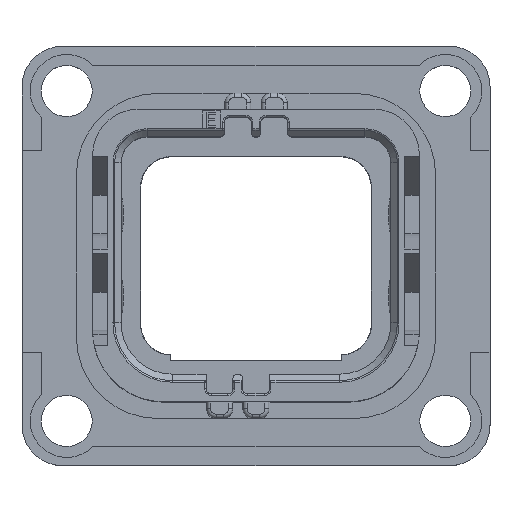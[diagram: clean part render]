
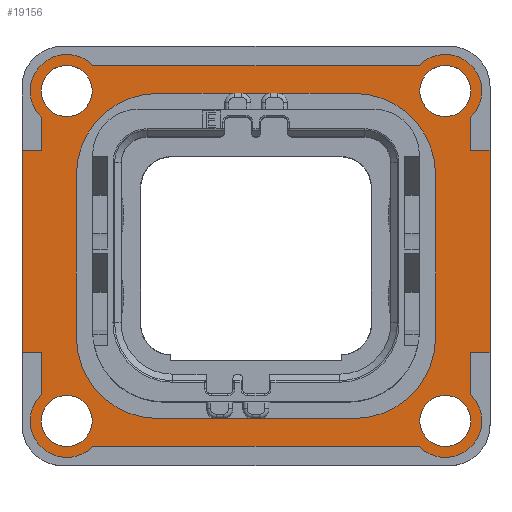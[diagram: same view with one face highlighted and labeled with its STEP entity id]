
A CAD part, top view. The second image highlights one B-rep face of the part: STEP entity #19156.
In plain terms, the highlighted planar face has unit normal (0, 0, 1).
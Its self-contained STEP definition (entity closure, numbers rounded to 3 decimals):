
#259=DIRECTION('',(0.,-1.,0.));
#260=VECTOR('',#259,12.45);
#261=CARTESIAN_POINT('',(-14.4,6.5,1.5));
#262=LINE('',#261,#260);
#317=CARTESIAN_POINT('',(-11.65,10.15,1.5));
#318=DIRECTION('',(0.,0.,1.));
#319=DIRECTION('',(0.716,0.698,0.));
#320=AXIS2_PLACEMENT_3D('',#317,#318,#319);
#327=DIRECTION('',(0.,1.,0.));
#328=VECTOR('',#327,2.588);
#329=CARTESIAN_POINT('',(13.22,-8.538,1.5));
#330=LINE('',#329,#328);
#331=DIRECTION('',(1.,0.,0.));
#332=VECTOR('',#331,20.077);
#333=CARTESIAN_POINT('',(-10.038,-11.72,1.5));
#334=LINE('',#333,#332);
#335=DIRECTION('',(0.,-1.,0.));
#336=VECTOR('',#335,2.588);
#337=CARTESIAN_POINT('',(-13.22,-5.95,1.5));
#338=LINE('',#337,#336);
#339=DIRECTION('',(1.,0.,0.));
#340=VECTOR('',#339,1.18);
#341=CARTESIAN_POINT('',(-14.4,-5.95,1.5));
#342=LINE('',#341,#340);
#343=DIRECTION('',(-1.,0.,0.));
#344=VECTOR('',#343,1.18);
#345=CARTESIAN_POINT('',(-13.22,6.5,1.5));
#346=LINE('',#345,#344);
#347=DIRECTION('',(0.,-1.,0.));
#348=VECTOR('',#347,2.038);
#349=CARTESIAN_POINT('',(-13.22,8.538,1.5));
#350=LINE('',#349,#348);
#351=DIRECTION('',(-1.,0.,0.));
#352=VECTOR('',#351,20.077);
#353=CARTESIAN_POINT('',(10.038,11.72,1.5));
#354=LINE('',#353,#352);
#355=DIRECTION('',(0.,1.,0.));
#356=VECTOR('',#355,2.038);
#357=CARTESIAN_POINT('',(13.22,6.5,1.5));
#358=LINE('',#357,#356);
#359=DIRECTION('',(-1.,0.,0.));
#360=VECTOR('',#359,1.18);
#361=CARTESIAN_POINT('',(14.4,6.5,1.5));
#362=LINE('',#361,#360);
#363=DIRECTION('',(1.,0.,0.));
#364=VECTOR('',#363,1.18);
#365=CARTESIAN_POINT('',(13.22,-5.95,1.5));
#366=LINE('',#365,#364);
#367=CARTESIAN_POINT('',(11.65,-10.15,1.5));
#368=DIRECTION('',(0.,0.,1.));
#369=DIRECTION('',(-1.,0.,0.));
#370=AXIS2_PLACEMENT_3D('',#367,#368,#369);
#372=CARTESIAN_POINT('',(-11.65,-10.15,1.5));
#373=DIRECTION('',(0.,0.,1.));
#374=DIRECTION('',(-1.,0.,0.));
#375=AXIS2_PLACEMENT_3D('',#372,#373,#374);
#377=CARTESIAN_POINT('',(-11.65,10.15,1.5));
#378=DIRECTION('',(0.,0.,1.));
#379=DIRECTION('',(1.,0.,0.));
#380=AXIS2_PLACEMENT_3D('',#377,#378,#379);
#382=CARTESIAN_POINT('',(11.65,10.15,1.5));
#383=DIRECTION('',(0.,0.,1.));
#384=DIRECTION('',(1.,0.,0.));
#385=AXIS2_PLACEMENT_3D('',#382,#383,#384);
#387=CARTESIAN_POINT('',(6.05,5.,1.5));
#388=DIRECTION('',(0.,0.,-1.));
#389=DIRECTION('',(0.,1.,0.));
#390=AXIS2_PLACEMENT_3D('',#387,#388,#389);
#392=DIRECTION('',(1.,0.,0.));
#393=VECTOR('',#392,12.1);
#394=CARTESIAN_POINT('',(-6.05,10.,1.5));
#395=LINE('',#394,#393);
#396=CARTESIAN_POINT('',(-6.05,5.,1.5));
#397=DIRECTION('',(0.,0.,-1.));
#398=DIRECTION('',(-1.,0.,0.));
#399=AXIS2_PLACEMENT_3D('',#396,#397,#398);
#401=DIRECTION('',(0.,1.,0.));
#402=VECTOR('',#401,10.);
#403=CARTESIAN_POINT('',(-11.05,-5.,1.5));
#404=LINE('',#403,#402);
#405=CARTESIAN_POINT('',(-6.05,-5.,1.5));
#406=DIRECTION('',(0.,0.,-1.));
#407=DIRECTION('',(0.,-1.,0.));
#408=AXIS2_PLACEMENT_3D('',#405,#406,#407);
#410=DIRECTION('',(-1.,0.,0.));
#411=VECTOR('',#410,12.1);
#412=CARTESIAN_POINT('',(6.05,-10.,1.5));
#413=LINE('',#412,#411);
#414=CARTESIAN_POINT('',(6.05,-5.,1.5));
#415=DIRECTION('',(0.,0.,-1.));
#416=DIRECTION('',(1.,0.,0.));
#417=AXIS2_PLACEMENT_3D('',#414,#415,#416);
#419=DIRECTION('',(0.,-1.,0.));
#420=VECTOR('',#419,10.);
#421=CARTESIAN_POINT('',(11.05,5.,1.5));
#422=LINE('',#421,#420);
#432=CARTESIAN_POINT('',(11.65,-10.15,1.5));
#433=DIRECTION('',(0.,0.,1.));
#434=DIRECTION('',(-0.716,-0.698,0.));
#435=AXIS2_PLACEMENT_3D('',#432,#433,#434);
#487=DIRECTION('',(0.,1.,0.));
#488=VECTOR('',#487,12.45);
#489=CARTESIAN_POINT('',(14.4,-5.95,1.5));
#490=LINE('',#489,#488);
#516=CARTESIAN_POINT('',(11.65,10.15,1.5));
#517=DIRECTION('',(0.,0.,1.));
#518=DIRECTION('',(0.698,-0.716,0.));
#519=AXIS2_PLACEMENT_3D('',#516,#517,#518);
#545=CARTESIAN_POINT('',(-11.65,-10.15,1.5));
#546=DIRECTION('',(0.,0.,1.));
#547=DIRECTION('',(-0.698,0.716,0.));
#548=AXIS2_PLACEMENT_3D('',#545,#546,#547);
#579=CARTESIAN_POINT('',(11.65,-10.15,1.5));
#580=DIRECTION('',(0.,0.,1.));
#581=DIRECTION('',(1.,0.,0.));
#582=AXIS2_PLACEMENT_3D('',#579,#580,#581);
#584=CARTESIAN_POINT('',(-11.65,-10.15,1.5));
#585=DIRECTION('',(0.,0.,1.));
#586=DIRECTION('',(1.,0.,0.));
#587=AXIS2_PLACEMENT_3D('',#584,#585,#586);
#605=CARTESIAN_POINT('',(-11.65,10.15,1.5));
#606=DIRECTION('',(0.,0.,1.));
#607=DIRECTION('',(-1.,0.,0.));
#608=AXIS2_PLACEMENT_3D('',#605,#606,#607);
#610=CARTESIAN_POINT('',(11.65,10.15,1.5));
#611=DIRECTION('',(0.,0.,1.));
#612=DIRECTION('',(-1.,0.,0.));
#613=AXIS2_PLACEMENT_3D('',#610,#611,#612);
#16663=CARTESIAN_POINT('',(-6.05,10.,1.5));
#16664=CARTESIAN_POINT('',(6.05,10.,1.5));
#16665=VERTEX_POINT('',#16663);
#16666=VERTEX_POINT('',#16664);
#16667=CARTESIAN_POINT('',(11.05,-5.,1.5));
#16668=CARTESIAN_POINT('',(6.05,-10.,1.5));
#16669=VERTEX_POINT('',#16667);
#16670=VERTEX_POINT('',#16668);
#16671=CARTESIAN_POINT('',(11.05,5.,1.5));
#16672=VERTEX_POINT('',#16671);
#16673=CARTESIAN_POINT('',(-11.05,5.,1.5));
#16674=VERTEX_POINT('',#16673);
#16675=CARTESIAN_POINT('',(-11.05,-5.,1.5));
#16676=VERTEX_POINT('',#16675);
#16677=CARTESIAN_POINT('',(-6.05,-10.,1.5));
#16678=VERTEX_POINT('',#16677);
#16707=CARTESIAN_POINT('',(14.4,-5.95,1.5));
#16708=CARTESIAN_POINT('',(14.4,6.5,1.5));
#16709=VERTEX_POINT('',#16707);
#16710=VERTEX_POINT('',#16708);
#16711=CARTESIAN_POINT('',(-14.4,6.5,1.5));
#16712=CARTESIAN_POINT('',(-14.4,-5.95,1.5));
#16713=VERTEX_POINT('',#16711);
#16714=VERTEX_POINT('',#16712);
#16717=CARTESIAN_POINT('',(10.08,10.15,1.5));
#16718=VERTEX_POINT('',#16717);
#16719=CARTESIAN_POINT('',(-10.08,10.15,1.5));
#16720=VERTEX_POINT('',#16719);
#16721=CARTESIAN_POINT('',(-10.08,-10.15,1.5));
#16722=VERTEX_POINT('',#16721);
#16723=CARTESIAN_POINT('',(10.08,-10.15,1.5));
#16724=VERTEX_POINT('',#16723);
#16725=CARTESIAN_POINT('',(-13.22,6.5,1.5));
#16726=VERTEX_POINT('',#16725);
#16727=CARTESIAN_POINT('',(13.22,6.5,1.5));
#16728=VERTEX_POINT('',#16727);
#16729=CARTESIAN_POINT('',(13.22,-5.95,1.5));
#16730=VERTEX_POINT('',#16729);
#18293=CARTESIAN_POINT('',(-13.22,-5.95,1.5));
#18294=VERTEX_POINT('',#18293);
#18391=CARTESIAN_POINT('',(13.22,8.538,1.5));
#18393=VERTEX_POINT('',#18391);
#18395=CARTESIAN_POINT('',(10.038,-11.72,1.5));
#18397=VERTEX_POINT('',#18395);
#18399=CARTESIAN_POINT('',(-10.038,-11.72,1.5));
#18401=VERTEX_POINT('',#18399);
#18403=CARTESIAN_POINT('',(-13.22,-8.538,1.5));
#18405=VERTEX_POINT('',#18403);
#18407=CARTESIAN_POINT('',(-10.038,11.72,1.5));
#18409=VERTEX_POINT('',#18407);
#18411=CARTESIAN_POINT('',(10.038,11.72,1.5));
#18413=VERTEX_POINT('',#18411);
#18415=CARTESIAN_POINT('',(-13.22,8.538,1.5));
#18417=VERTEX_POINT('',#18415);
#18419=CARTESIAN_POINT('',(13.22,-8.538,1.5));
#18421=VERTEX_POINT('',#18419);
#18423=CARTESIAN_POINT('',(13.22,10.15,1.5));
#18424=VERTEX_POINT('',#18423);
#18425=CARTESIAN_POINT('',(-13.22,10.15,1.5));
#18426=VERTEX_POINT('',#18425);
#18427=CARTESIAN_POINT('',(-13.22,-10.15,1.5));
#18428=VERTEX_POINT('',#18427);
#18429=CARTESIAN_POINT('',(13.22,-10.15,1.5));
#18430=VERTEX_POINT('',#18429);
#19077=CARTESIAN_POINT('',(0.,0.,1.5));
#19078=DIRECTION('',(0.,0.,1.));
#19079=DIRECTION('',(1.,0.,0.));
#19080=AXIS2_PLACEMENT_3D('',#19077,#19078,#19079);
#19081=PLANE('',#19080);
#19083=ORIENTED_EDGE('',*,*,#19082,.F.);
#19085=ORIENTED_EDGE('',*,*,#19084,.F.);
#19087=ORIENTED_EDGE('',*,*,#19086,.F.);
#19089=ORIENTED_EDGE('',*,*,#19088,.F.);
#19091=ORIENTED_EDGE('',*,*,#19090,.F.);
#19093=ORIENTED_EDGE('',*,*,#19092,.F.);
#19094=ORIENTED_EDGE('',*,*,#19018,.F.);
#19096=ORIENTED_EDGE('',*,*,#19095,.F.);
#19098=ORIENTED_EDGE('',*,*,#19097,.F.);
#19099=ORIENTED_EDGE('',*,*,#19067,.F.);
#19101=ORIENTED_EDGE('',*,*,#19100,.F.);
#19103=ORIENTED_EDGE('',*,*,#19102,.F.);
#19105=ORIENTED_EDGE('',*,*,#19104,.F.);
#19107=ORIENTED_EDGE('',*,*,#19106,.F.);
#19109=ORIENTED_EDGE('',*,*,#19108,.F.);
#19111=ORIENTED_EDGE('',*,*,#19110,.F.);
#19112=EDGE_LOOP('',(#19083,#19085,#19087,#19089,#19091,#19093,#19094,#19096,
#19098,#19099,#19101,#19103,#19105,#19107,#19109,#19111));
#19113=FACE_OUTER_BOUND('',#19112,.F.);
#19115=ORIENTED_EDGE('',*,*,#19114,.T.);
#19117=ORIENTED_EDGE('',*,*,#19116,.T.);
#19118=EDGE_LOOP('',(#19115,#19117));
#19119=FACE_BOUND('',#19118,.F.);
#19121=ORIENTED_EDGE('',*,*,#19120,.T.);
#19123=ORIENTED_EDGE('',*,*,#19122,.T.);
#19124=EDGE_LOOP('',(#19121,#19123));
#19125=FACE_BOUND('',#19124,.F.);
#19127=ORIENTED_EDGE('',*,*,#19126,.T.);
#19129=ORIENTED_EDGE('',*,*,#19128,.T.);
#19130=EDGE_LOOP('',(#19127,#19129));
#19131=FACE_BOUND('',#19130,.F.);
#19133=ORIENTED_EDGE('',*,*,#19132,.T.);
#19135=ORIENTED_EDGE('',*,*,#19134,.T.);
#19136=EDGE_LOOP('',(#19133,#19135));
#19137=FACE_BOUND('',#19136,.F.);
#19139=ORIENTED_EDGE('',*,*,#19138,.F.);
#19141=ORIENTED_EDGE('',*,*,#19140,.F.);
#19143=ORIENTED_EDGE('',*,*,#19142,.F.);
#19145=ORIENTED_EDGE('',*,*,#19144,.F.);
#19147=ORIENTED_EDGE('',*,*,#19146,.F.);
#19149=ORIENTED_EDGE('',*,*,#19148,.F.);
#19151=ORIENTED_EDGE('',*,*,#19150,.F.);
#19153=ORIENTED_EDGE('',*,*,#19152,.F.);
#19154=EDGE_LOOP('',(#19139,#19141,#19143,#19145,#19147,#19149,#19151,#19153));
#19155=FACE_BOUND('',#19154,.F.);
#19156=ADVANCED_FACE('',(#19113,#19119,#19125,#19131,#19137,#19155),#19081,.T.);
#321=CIRCLE('',#320,2.25);
#371=CIRCLE('',#370,1.57);
#376=CIRCLE('',#375,1.57);
#381=CIRCLE('',#380,1.57);
#386=CIRCLE('',#385,1.57);
#391=CIRCLE('',#390,5.);
#400=CIRCLE('',#399,5.);
#409=CIRCLE('',#408,5.);
#418=CIRCLE('',#417,5.);
#436=CIRCLE('',#435,2.25);
#520=CIRCLE('',#519,2.25);
#549=CIRCLE('',#548,2.25);
#583=CIRCLE('',#582,1.57);
#588=CIRCLE('',#587,1.57);
#609=CIRCLE('',#608,1.57);
#614=CIRCLE('',#613,1.57);
#19018=EDGE_CURVE('',#16713,#16714,#262,.T.);
#19067=EDGE_CURVE('',#18409,#18417,#321,.T.);
#19082=EDGE_CURVE('',#18421,#16730,#330,.T.);
#19084=EDGE_CURVE('',#18397,#18421,#436,.T.);
#19086=EDGE_CURVE('',#18401,#18397,#334,.T.);
#19088=EDGE_CURVE('',#18405,#18401,#549,.T.);
#19090=EDGE_CURVE('',#18294,#18405,#338,.T.);
#19092=EDGE_CURVE('',#16714,#18294,#342,.T.);
#19095=EDGE_CURVE('',#16726,#16713,#346,.T.);
#19097=EDGE_CURVE('',#18417,#16726,#350,.T.);
#19100=EDGE_CURVE('',#18413,#18409,#354,.T.);
#19102=EDGE_CURVE('',#18393,#18413,#520,.T.);
#19104=EDGE_CURVE('',#16728,#18393,#358,.T.);
#19106=EDGE_CURVE('',#16710,#16728,#362,.T.);
#19108=EDGE_CURVE('',#16709,#16710,#490,.T.);
#19110=EDGE_CURVE('',#16730,#16709,#366,.T.);
#19114=EDGE_CURVE('',#16724,#18430,#371,.T.);
#19116=EDGE_CURVE('',#18430,#16724,#583,.T.);
#19120=EDGE_CURVE('',#16722,#18428,#588,.T.);
#19122=EDGE_CURVE('',#18428,#16722,#376,.T.);
#19126=EDGE_CURVE('',#16720,#18426,#381,.T.);
#19128=EDGE_CURVE('',#18426,#16720,#609,.T.);
#19132=EDGE_CURVE('',#16718,#18424,#614,.T.);
#19134=EDGE_CURVE('',#18424,#16718,#386,.T.);
#19138=EDGE_CURVE('',#16666,#16672,#391,.T.);
#19140=EDGE_CURVE('',#16665,#16666,#395,.T.);
#19142=EDGE_CURVE('',#16674,#16665,#400,.T.);
#19144=EDGE_CURVE('',#16676,#16674,#404,.T.);
#19146=EDGE_CURVE('',#16678,#16676,#409,.T.);
#19148=EDGE_CURVE('',#16670,#16678,#413,.T.);
#19150=EDGE_CURVE('',#16669,#16670,#418,.T.);
#19152=EDGE_CURVE('',#16672,#16669,#422,.T.);
